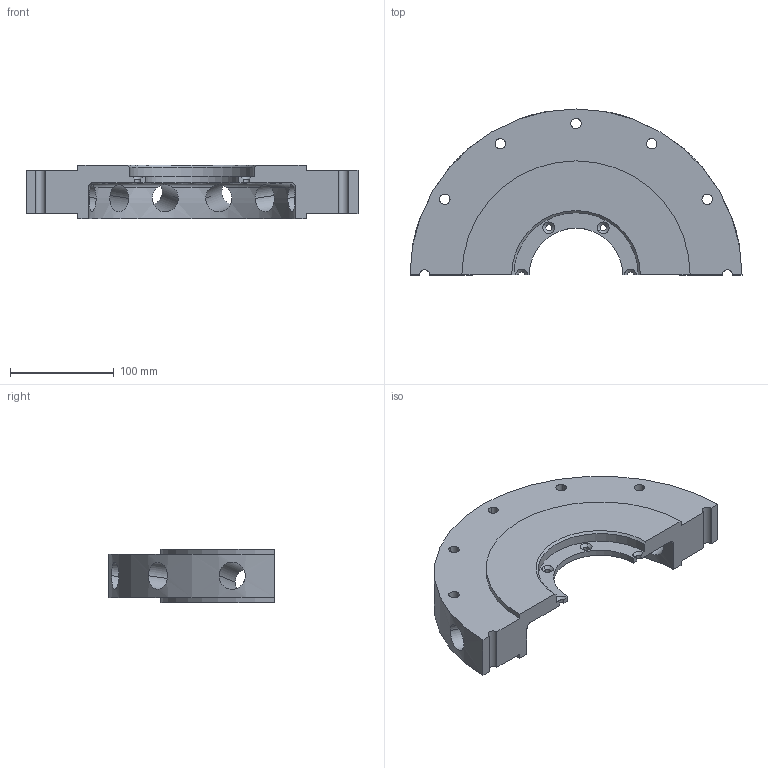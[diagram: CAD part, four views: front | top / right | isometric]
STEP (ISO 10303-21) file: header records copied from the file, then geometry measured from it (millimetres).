
FILE_DESCRIPTION(('CoCreate Modeling STEP Export'),'2;1');
FILE_NAME('m59.stp','2011-05-24T12:37:40',(''),(''),'CoCreate Modeling STEP processor for AP214 (Solid Model)','CoCreate Modeling 18.0P1120 20-Nov-2010 (C) Parametric Technology GmbH','');
FILE_SCHEMA(('AUTOMOTIVE_DESIGN { 1 0 10303 214 1 1 1 1 }'));
Length unit declared in the file: millimetre
Products named in the file (1): BODY_249____SOL1264_-_WSP__MAST.PRT
Bounding box: 320 x 160 x 52 mm (x, y, z)
Volume: 1036169.7 mm3; surface area: 147875.6 mm2
Topology: 1 solids, 1 shells, 56 faces, 178 edges, 118 vertices
Faces by surface type: cylinder 36, plane 12, cone 7, torus 1
Entity records: 2318 total; most frequent: CARTESIAN_POINT 749, ORIENTED_EDGE 356, DIRECTION 286, EDGE_CURVE 178, VERTEX_POINT 118, AXIS2_PLACEMENT_3D 105, VECTOR 76, LINE 76
